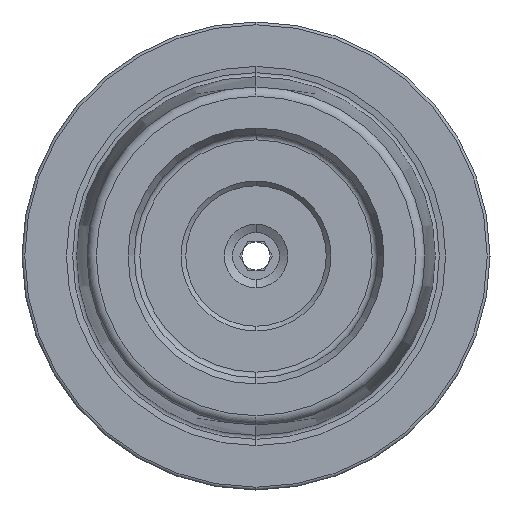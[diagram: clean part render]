
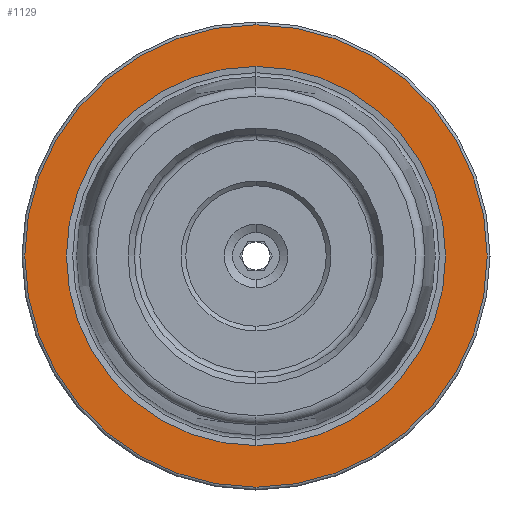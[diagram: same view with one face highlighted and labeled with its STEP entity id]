
A CAD part, left-side view. The second image highlights one B-rep face of the part: STEP entity #1129.
In plain terms, the highlighted planar face has unit normal (-1, 0, 0).
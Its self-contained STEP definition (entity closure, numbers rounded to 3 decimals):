
#94 = CARTESIAN_POINT ( 'NONE',  ( 0., 0., 0. ) ) ;
#95 = DIRECTION ( 'NONE',  ( -1., 0., 0. ) ) ;
#96 = DIRECTION ( 'NONE',  ( 0., 0., 1. ) ) ;
#120 = DIRECTION ( 'NONE',  ( 0., 0., 1. ) ) ;
#121 = CARTESIAN_POINT ( 'NONE',  ( 0., 0., 0. ) ) ;
#122 = DIRECTION ( 'NONE',  ( -1., 0., 0. ) ) ;
#209 = CARTESIAN_POINT ( 'NONE',  ( 0., 0., -24.7 ) ) ;
#210 = CARTESIAN_POINT ( 'NONE',  ( 0., 0., 24.7 ) ) ;
#213 = CARTESIAN_POINT ( 'NONE',  ( 0., 0., 20.258 ) ) ;
#219 = CARTESIAN_POINT ( 'NONE',  ( 0., 0., -20.258 ) ) ;
#419 = AXIS2_PLACEMENT_3D ( 'NONE', #2086, #2083, #2092 ) ;
#656 = AXIS2_PLACEMENT_3D ( 'NONE', #94, #95, #96 ) ;
#660 = AXIS2_PLACEMENT_3D ( 'NONE', #121, #122, #120 ) ;
#977 = EDGE_CURVE ( 'NONE', #3531, #3532, #3174, .T. ) ;
#982 = EDGE_CURVE ( 'NONE', #3524, #3529, #3163, .T. ) ;
#1129 = ADVANCED_FACE ( 'NONE', ( #1580, #1585 ), #2087, .F. ) ;
#1488 = DIRECTION ( 'NONE',  ( 0., 0., 1. ) ) ;
#1489 = DIRECTION ( 'NONE',  ( -1., 0., 0. ) ) ;
#1490 = CARTESIAN_POINT ( 'NONE',  ( 0., 0., 0. ) ) ;
#1492 = DIRECTION ( 'NONE',  ( 0., 0., 1. ) ) ;
#1494 = DIRECTION ( 'NONE',  ( -1., 0., 0. ) ) ;
#1495 = CARTESIAN_POINT ( 'NONE',  ( 0., 0., 0. ) ) ;
#1580 = FACE_BOUND ( 'NONE', #1968, .T. ) ;
#1585 = FACE_OUTER_BOUND ( 'NONE', #1919, .T. ) ;
#1919 = EDGE_LOOP ( 'NONE', ( #2249, #2250 ) ) ;
#1968 = EDGE_LOOP ( 'NONE', ( #2247, #2248 ) ) ;
#2083 = DIRECTION ( 'NONE',  ( 1., 0., 0. ) ) ;
#2086 = CARTESIAN_POINT ( 'NONE',  ( 0., 24.7, 0. ) ) ;
#2087 = PLANE ( 'NONE',  #419 ) ;
#2092 = DIRECTION ( 'NONE',  ( 0., 0., -1. ) ) ;
#2247 = ORIENTED_EDGE ( 'NONE', *, *, #4081, .F. ) ;
#2248 = ORIENTED_EDGE ( 'NONE', *, *, #982, .F. ) ;
#2249 = ORIENTED_EDGE ( 'NONE', *, *, #977, .T. ) ;
#2250 = ORIENTED_EDGE ( 'NONE', *, *, #4080, .T. ) ;
#2814 = CIRCLE ( 'NONE', #4383, 24.7 ) ;
#2815 = CIRCLE ( 'NONE', #4382, 20.258 ) ;
#3163 = CIRCLE ( 'NONE', #656, 20.258 ) ;
#3174 = CIRCLE ( 'NONE', #660, 24.7 ) ;
#3524 = VERTEX_POINT ( 'NONE', #219 ) ;
#3529 = VERTEX_POINT ( 'NONE', #213 ) ;
#3531 = VERTEX_POINT ( 'NONE', #210 ) ;
#3532 = VERTEX_POINT ( 'NONE', #209 ) ;
#4080 = EDGE_CURVE ( 'NONE', #3532, #3531, #2814, .T. ) ;
#4081 = EDGE_CURVE ( 'NONE', #3529, #3524, #2815, .T. ) ;
#4382 = AXIS2_PLACEMENT_3D ( 'NONE', #1490, #1489, #1488 ) ;
#4383 = AXIS2_PLACEMENT_3D ( 'NONE', #1495, #1494, #1492 ) ;
